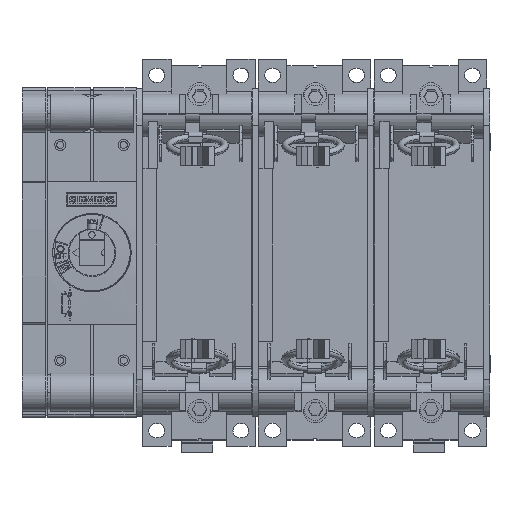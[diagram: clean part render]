
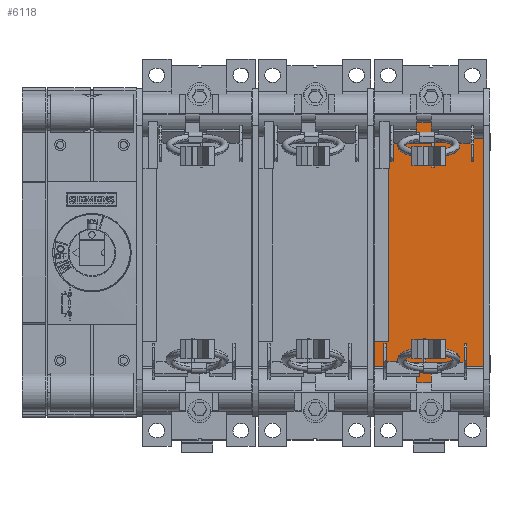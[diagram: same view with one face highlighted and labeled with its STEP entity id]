
A CAD part, top view. The second image highlights one B-rep face of the part: STEP entity #6118.
In plain terms, the highlighted planar face has unit normal (0, 0, 1).
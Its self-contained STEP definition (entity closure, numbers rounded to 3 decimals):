
#6118=ADVANCED_FACE('',(#15239,#15240,#15241),#15242,.T.);
#15239=FACE_BOUND('',#27618,.T.);
#15240=FACE_BOUND('',#27619,.T.);
#15241=FACE_OUTER_BOUND('',#27620,.T.);
#15242=PLANE('',#27621);
#27618=EDGE_LOOP('',(#46601,#46602,#46603,#46604));
#27619=EDGE_LOOP('',(#46605,#46606,#46607,#46608));
#27620=EDGE_LOOP('',(#46609,#46610,#46611,#46612,#46613,#46614,#46615,#46616,#46617,#46618,#46619,#46620,#46621,#46622,#46623,#46624));
#27621=AXIS2_PLACEMENT_3D('',#46625,#46626,#46627);
#46601=ORIENTED_EDGE('',*,*,#79225,.T.);
#46602=ORIENTED_EDGE('',*,*,#79222,.T.);
#46603=ORIENTED_EDGE('',*,*,#79219,.T.);
#46604=ORIENTED_EDGE('',*,*,#79215,.T.);
#46605=ORIENTED_EDGE('',*,*,#79213,.T.);
#46606=ORIENTED_EDGE('',*,*,#79210,.T.);
#46607=ORIENTED_EDGE('',*,*,#79207,.T.);
#46608=ORIENTED_EDGE('',*,*,#79203,.T.);
#46609=ORIENTED_EDGE('',*,*,#79274,.T.);
#46610=ORIENTED_EDGE('',*,*,#79259,.F.);
#46611=ORIENTED_EDGE('',*,*,#79201,.F.);
#46612=ORIENTED_EDGE('',*,*,#79564,.T.);
#46613=ORIENTED_EDGE('',*,*,#79196,.T.);
#46614=ORIENTED_EDGE('',*,*,#79192,.F.);
#46615=ORIENTED_EDGE('',*,*,#79189,.F.);
#46616=ORIENTED_EDGE('',*,*,#79186,.T.);
#46617=ORIENTED_EDGE('',*,*,#79181,.T.);
#46618=ORIENTED_EDGE('',*,*,#79177,.T.);
#46619=ORIENTED_EDGE('',*,*,#79613,.T.);
#46620=ORIENTED_EDGE('',*,*,#79173,.T.);
#46621=ORIENTED_EDGE('',*,*,#79619,.T.);
#46622=ORIENTED_EDGE('',*,*,#79622,.T.);
#46623=ORIENTED_EDGE('',*,*,#79623,.F.);
#46624=ORIENTED_EDGE('',*,*,#79247,.T.);
#46625=CARTESIAN_POINT('',(120.0,62.9,58.5));
#46626=DIRECTION('',(0.0,0.0,1.0));
#46627=DIRECTION('',(0.0,-1.0,0.0));
#79173=EDGE_CURVE('',#96633,#96638,#96640,.T.);
#79177=EDGE_CURVE('',#96645,#96643,#96646,.T.);
#79181=EDGE_CURVE('',#96649,#96645,#96651,.T.);
#79186=EDGE_CURVE('',#96543,#96649,#96658,.T.);
#79189=EDGE_CURVE('',#96543,#96545,#96661,.T.);
#79192=EDGE_CURVE('',#96545,#96664,#96665,.T.);
#79196=EDGE_CURVE('',#96669,#96664,#96670,.T.);
#79201=EDGE_CURVE('',#96675,#96673,#96677,.T.);
#79203=EDGE_CURVE('',#96679,#96680,#96681,.T.);
#79207=EDGE_CURVE('',#96685,#96679,#96686,.T.);
#79210=EDGE_CURVE('',#96689,#96685,#96690,.T.);
#79213=EDGE_CURVE('',#96680,#96689,#96693,.T.);
#79215=EDGE_CURVE('',#96695,#96696,#96697,.T.);
#79219=EDGE_CURVE('',#96701,#96695,#96702,.T.);
#79222=EDGE_CURVE('',#96705,#96701,#96706,.T.);
#79225=EDGE_CURVE('',#96696,#96705,#96709,.T.);
#79247=EDGE_CURVE('',#96741,#96733,#96742,.T.);
#79259=EDGE_CURVE('',#96673,#96735,#96760,.T.);
#79274=EDGE_CURVE('',#96733,#96735,#96781,.T.);
#79564=EDGE_CURVE('',#96675,#96669,#97211,.T.);
#79613=EDGE_CURVE('',#96643,#96633,#97276,.T.);
#79619=EDGE_CURVE('',#96638,#97283,#97284,.T.);
#79622=EDGE_CURVE('',#97283,#97287,#97288,.T.);
#79623=EDGE_CURVE('',#96741,#97287,#97289,.T.);
#96543=VERTEX_POINT('',#123006);
#96545=VERTEX_POINT('',#123008);
#96633=VERTEX_POINT('',#123130);
#96638=VERTEX_POINT('',#123137);
#96640=LINE('',#123140,#123141);
#96643=VERTEX_POINT('',#123144);
#96645=VERTEX_POINT('',#123147);
#96646=LINE('',#123148,#123149);
#96649=VERTEX_POINT('',#123152);
#96651=LINE('',#123154,#123155);
#96658=LINE('',#123164,#123165);
#96661=LINE('',#123169,#123170);
#96664=VERTEX_POINT('',#123174);
#96665=LINE('',#123175,#123176);
#96669=VERTEX_POINT('',#123181);
#96670=LINE('',#123182,#123183);
#96673=VERTEX_POINT('',#123186);
#96675=VERTEX_POINT('',#123188);
#96677=LINE('',#123190,#123191);
#96679=VERTEX_POINT('',#123193);
#96680=VERTEX_POINT('',#123194);
#96681=LINE('',#123195,#123196);
#96685=VERTEX_POINT('',#123202);
#96686=LINE('',#123203,#123204);
#96689=VERTEX_POINT('',#123208);
#96690=LINE('',#123209,#123210);
#96693=LINE('',#123214,#123215);
#96695=VERTEX_POINT('',#123217);
#96696=VERTEX_POINT('',#123218);
#96697=LINE('',#123219,#123220);
#96701=VERTEX_POINT('',#123226);
#96702=LINE('',#123227,#123228);
#96705=VERTEX_POINT('',#123232);
#96706=LINE('',#123233,#123234);
#96709=LINE('',#123238,#123239);
#96733=VERTEX_POINT('',#123271);
#96735=VERTEX_POINT('',#123273);
#96741=VERTEX_POINT('',#123280);
#96742=LINE('',#123281,#123282);
#96760=LINE('',#123306,#123307);
#96781=LINE('',#123337,#123338);
#97211=LINE('',#123959,#123960);
#97276=LINE('',#124057,#124058);
#97283=VERTEX_POINT('',#124068);
#97284=LINE('',#124069,#124070);
#97287=VERTEX_POINT('',#124074);
#97288=LINE('',#124075,#124076);
#97289=LINE('',#124077,#124078);
#123006=CARTESIAN_POINT('',(124.5,106.9,58.5));
#123008=CARTESIAN_POINT('',(129.0,106.9,58.5));
#123130=CARTESIAN_POINT('',(115.5,89.4,58.5));
#123137=CARTESIAN_POINT('',(115.5,34.9,58.5));
#123140=CARTESIAN_POINT('',(115.5,66.4,58.5));
#123141=VECTOR('',#152702,1.0);
#123144=CARTESIAN_POINT('',(115.75,89.4,58.5));
#123147=CARTESIAN_POINT('',(115.75,98.9,58.5));
#123148=CARTESIAN_POINT('',(115.75,79.825,58.5));
#123149=VECTOR('',#152707,1.0);
#123152=CARTESIAN_POINT('',(124.5,98.9,58.5));
#123154=CARTESIAN_POINT('',(145.5,98.9,58.5));
#123155=VECTOR('',#152714,1.0);
#123164=CARTESIAN_POINT('',(124.5,106.9,58.5));
#123165=VECTOR('',#152720,1.0);
#123169=CARTESIAN_POINT('',(128.25,106.9,58.5));
#123170=VECTOR('',#152722,1.0);
#123174=CARTESIAN_POINT('',(129.0,98.9,58.5));
#123175=CARTESIAN_POINT('',(129.0,106.9,58.5));
#123176=VECTOR('',#152724,1.0);
#123181=CARTESIAN_POINT('',(145.5,98.9,58.5));
#123182=CARTESIAN_POINT('',(145.5,98.9,58.5));
#123183=VECTOR('',#152729,1.0);
#123186=CARTESIAN_POINT('',(129.0,26.9,58.5));
#123188=CARTESIAN_POINT('',(145.5,26.9,58.5));
#123190=CARTESIAN_POINT('',(145.5,26.9,58.5));
#123191=VECTOR('',#152739,1.0);
#123193=CARTESIAN_POINT('',(129.25,29.4,58.5));
#123194=CARTESIAN_POINT('',(127.25,29.4,58.5));
#123195=CARTESIAN_POINT('',(124.125,29.4,58.5));
#123196=VECTOR('',#152740,1.0);
#123202=CARTESIAN_POINT('',(129.25,35.4,58.5));
#123203=CARTESIAN_POINT('',(129.25,49.15,58.5));
#123204=VECTOR('',#152743,1.0);
#123208=CARTESIAN_POINT('',(127.25,35.4,58.5));
#123209=CARTESIAN_POINT('',(124.125,35.4,58.5));
#123210=VECTOR('',#152745,1.0);
#123214=CARTESIAN_POINT('',(127.25,49.15,58.5));
#123215=VECTOR('',#152747,1.0);
#123217=CARTESIAN_POINT('',(127.25,96.4,58.5));
#123218=CARTESIAN_POINT('',(129.25,96.4,58.5));
#123219=CARTESIAN_POINT('',(124.125,96.4,58.5));
#123220=VECTOR('',#152748,1.0);
#123226=CARTESIAN_POINT('',(127.25,90.4,58.5));
#123227=CARTESIAN_POINT('',(127.25,76.65,58.5));
#123228=VECTOR('',#152751,1.0);
#123232=CARTESIAN_POINT('',(129.25,90.4,58.5));
#123233=CARTESIAN_POINT('',(124.125,90.4,58.5));
#123234=VECTOR('',#152753,1.0);
#123238=CARTESIAN_POINT('',(129.25,76.65,58.5));
#123239=VECTOR('',#152755,1.0);
#123271=CARTESIAN_POINT('',(124.5,18.9,58.5));
#123273=CARTESIAN_POINT('',(129.0,18.9,58.5));
#123280=CARTESIAN_POINT('',(124.5,26.9,58.5));
#123281=CARTESIAN_POINT('',(124.5,18.9,58.5));
#123282=VECTOR('',#152783,1.0);
#123306=CARTESIAN_POINT('',(129.0,18.9,58.5));
#123307=VECTOR('',#152799,1.0);
#123337=CARTESIAN_POINT('',(128.25,18.9,58.5));
#123338=VECTOR('',#152812,1.0);
#123959=CARTESIAN_POINT('',(145.5,26.9,58.5));
#123960=VECTOR('',#153070,1.0);
#124057=CARTESIAN_POINT('',(129.9,89.4,58.5));
#124058=VECTOR('',#153112,1.0);
#124068=CARTESIAN_POINT('',(111.0,34.9,58.5));
#124069=CARTESIAN_POINT('',(129.375,34.9,58.5));
#124070=VECTOR('',#153116,1.0);
#124074=CARTESIAN_POINT('',(111.0,26.9,58.5));
#124075=CARTESIAN_POINT('',(111.0,26.9,58.5));
#124076=VECTOR('',#153118,1.0);
#124077=CARTESIAN_POINT('',(145.5,26.9,58.5));
#124078=VECTOR('',#153119,1.0);
#152702=DIRECTION('',(0.0,-1.0,0.0));
#152707=DIRECTION('',(0.0,-1.0,0.0));
#152714=DIRECTION('',(-1.0,0.0,0.0));
#152720=DIRECTION('',(0.0,-1.0,0.0));
#152722=DIRECTION('',(1.0,0.0,0.0));
#152724=DIRECTION('',(0.0,-1.0,0.0));
#152729=DIRECTION('',(-1.0,0.0,0.0));
#152739=DIRECTION('',(-1.0,0.0,0.0));
#152740=DIRECTION('',(-1.0,0.0,0.0));
#152743=DIRECTION('',(0.0,-1.0,0.0));
#152745=DIRECTION('',(1.0,0.0,-0.0));
#152747=DIRECTION('',(0.0,1.0,-0.0));
#152748=DIRECTION('',(1.0,0.0,0.0));
#152751=DIRECTION('',(0.0,1.0,-0.0));
#152753=DIRECTION('',(-1.0,0.0,0.0));
#152755=DIRECTION('',(0.0,-1.0,0.0));
#152783=DIRECTION('',(0.0,-1.0,0.0));
#152799=DIRECTION('',(0.0,-1.0,0.0));
#152812=DIRECTION('',(1.0,0.0,0.0));
#153070=DIRECTION('',(0.0,1.0,0.0));
#153112=DIRECTION('',(-1.0,0.0,0.0));
#153116=DIRECTION('',(-1.0,0.0,0.0));
#153118=DIRECTION('',(0.0,-1.0,-0.0));
#153119=DIRECTION('',(-1.0,0.0,0.0));
